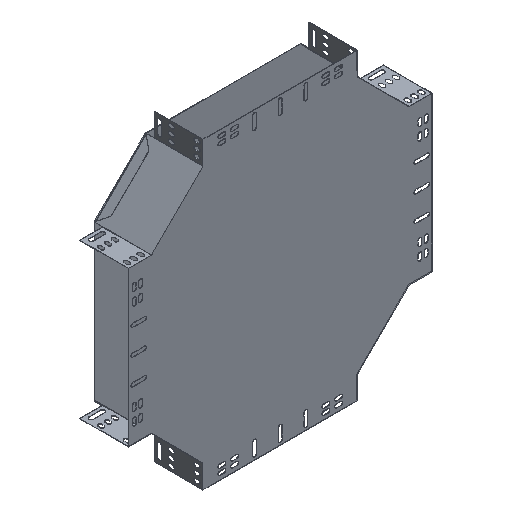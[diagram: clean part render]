
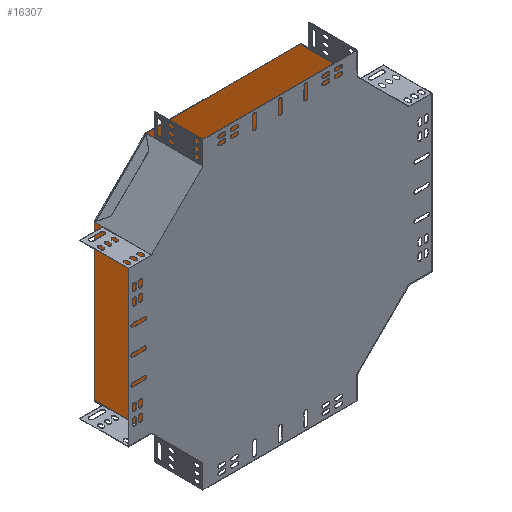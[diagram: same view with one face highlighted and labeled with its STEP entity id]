
A CAD part, isometric view. The second image highlights one B-rep face of the part: STEP entity #16307.
In plain terms, the highlighted planar face has unit normal (0, -1, 0).
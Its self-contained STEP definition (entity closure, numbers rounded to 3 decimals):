
#271 = EDGE_CURVE ( 'NONE', #12910, #15435, #16311, .T. ) ;
#383 = CARTESIAN_POINT ( 'NONE',  ( 259.263, 189.964, 155.051 ) ) ;
#1038 = AXIS2_PLACEMENT_3D ( 'NONE', #4838, #2156, #11110 ) ;
#1191 = VECTOR ( 'NONE', #12080, 1000. ) ;
#1290 = CARTESIAN_POINT ( 'NONE',  ( -142.337, 189.964, -246.549 ) ) ;
#1480 = ORIENTED_EDGE ( 'NONE', *, *, #12337, .F. ) ;
#1523 = CARTESIAN_POINT ( 'NONE',  ( 159.263, 189.964, -246.549 ) ) ;
#1619 = CARTESIAN_POINT ( 'NONE',  ( 259.263, 189.964, 155.051 ) ) ;
#2106 = ORIENTED_EDGE ( 'NONE', *, *, #7426, .F. ) ;
#2156 = DIRECTION ( 'NONE',  ( 0., -1., 0. ) ) ;
#2289 = ORIENTED_EDGE ( 'NONE', *, *, #9548, .F. ) ;
#2701 = VECTOR ( 'NONE', #5792, 1000. ) ;
#2940 = DIRECTION ( 'NONE',  ( -1., 0., 0. ) ) ;
#3056 = VECTOR ( 'NONE', #10636, 1000. ) ;
#3672 = VECTOR ( 'NONE', #9233, 1000. ) ;
#4019 = CARTESIAN_POINT ( 'NONE',  ( -142.337, 189.964, 255.051 ) ) ;
#4199 = CARTESIAN_POINT ( 'NONE',  ( -242.337, 189.964, -146.549 ) ) ;
#4611 = ORIENTED_EDGE ( 'NONE', *, *, #271, .F. ) ;
#4707 = VERTEX_POINT ( 'NONE', #4893 ) ;
#4791 = VECTOR ( 'NONE', #15935, 1000. ) ;
#4838 = CARTESIAN_POINT ( 'NONE',  ( -393.137, 189.964, 4.251 ) ) ;
#4893 = CARTESIAN_POINT ( 'NONE',  ( 259.263, 189.964, -146.549 ) ) ;
#5086 = ORIENTED_EDGE ( 'NONE', *, *, #5581, .F. ) ;
#5367 = EDGE_CURVE ( 'NONE', #7352, #12910, #13454, .T. ) ;
#5416 = CARTESIAN_POINT ( 'NONE',  ( -242.337, 189.964, -146.549 ) ) ;
#5581 = EDGE_CURVE ( 'NONE', #11358, #4707, #14858, .T. ) ;
#5792 = DIRECTION ( 'NONE',  ( -0.707, 0., 0.707 ) ) ;
#7352 = VERTEX_POINT ( 'NONE', #15355 ) ;
#7363 = PLANE ( 'NONE',  #1038 ) ;
#7426 = EDGE_CURVE ( 'NONE', #4707, #7352, #11133, .T. ) ;
#7521 = EDGE_CURVE ( 'NONE', #15435, #14201, #8204, .T. ) ;
#7815 = VECTOR ( 'NONE', #14183, 1000. ) ;
#8204 = LINE ( 'NONE', #4199, #3672 ) ;
#8277 = FACE_OUTER_BOUND ( 'NONE', #14877, .T. ) ;
#8316 = CARTESIAN_POINT ( 'NONE',  ( -242.337, 189.964, -146.549 ) ) ;
#8574 = LINE ( 'NONE', #14689, #1191 ) ;
#8942 = VERTEX_POINT ( 'NONE', #13409 ) ;
#8944 = VECTOR ( 'NONE', #11499, 1000. ) ;
#8958 = EDGE_CURVE ( 'NONE', #13167, #8942, #8574, .T. ) ;
#9071 = CARTESIAN_POINT ( 'NONE',  ( 159.263, 189.964, -246.549 ) ) ;
#9233 = DIRECTION ( 'NONE',  ( 0., 0., 1. ) ) ;
#9548 = EDGE_CURVE ( 'NONE', #14201, #13167, #15298, .T. ) ;
#9799 = CARTESIAN_POINT ( 'NONE',  ( -142.337, 189.964, 255.051 ) ) ;
#10636 = DIRECTION ( 'NONE',  ( 0.707, 0., -0.707 ) ) ;
#11110 = DIRECTION ( 'NONE',  ( 0., 0., -1. ) ) ;
#11133 = LINE ( 'NONE', #9071, #7815 ) ;
#11172 = CARTESIAN_POINT ( 'NONE',  ( -242.337, 189.964, 155.051 ) ) ;
#11358 = VERTEX_POINT ( 'NONE', #383 ) ;
#11427 = ORIENTED_EDGE ( 'NONE', *, *, #8958, .F. ) ;
#11499 = DIRECTION ( 'NONE',  ( 0.707, 0., 0.707 ) ) ;
#12020 = CARTESIAN_POINT ( 'NONE',  ( 259.263, 189.964, 155.051 ) ) ;
#12080 = DIRECTION ( 'NONE',  ( 1., 0., 0. ) ) ;
#12337 = EDGE_CURVE ( 'NONE', #8942, #11358, #16226, .T. ) ;
#12910 = VERTEX_POINT ( 'NONE', #1290 ) ;
#13167 = VERTEX_POINT ( 'NONE', #9799 ) ;
#13409 = CARTESIAN_POINT ( 'NONE',  ( 159.263, 189.964, 255.051 ) ) ;
#13454 = LINE ( 'NONE', #1523, #16497 ) ;
#13521 = ORIENTED_EDGE ( 'NONE', *, *, #7521, .F. ) ;
#14183 = DIRECTION ( 'NONE',  ( -0.707, 0., -0.707 ) ) ;
#14201 = VERTEX_POINT ( 'NONE', #11172 ) ;
#14689 = CARTESIAN_POINT ( 'NONE',  ( -142.337, 189.964, 255.051 ) ) ;
#14858 = LINE ( 'NONE', #12020, #4791 ) ;
#14877 = EDGE_LOOP ( 'NONE', ( #2289, #13521, #4611, #14926, #2106, #5086, #1480, #11427 ) ) ;
#14926 = ORIENTED_EDGE ( 'NONE', *, *, #5367, .F. ) ;
#15298 = LINE ( 'NONE', #4019, #8944 ) ;
#15355 = CARTESIAN_POINT ( 'NONE',  ( 159.263, 189.964, -246.549 ) ) ;
#15435 = VERTEX_POINT ( 'NONE', #5416 ) ;
#15935 = DIRECTION ( 'NONE',  ( 0., 0., -1. ) ) ;
#16226 = LINE ( 'NONE', #1619, #3056 ) ;
#16307 = ADVANCED_FACE ( 'NONE', ( #8277 ), #7363, .T. ) ;
#16311 = LINE ( 'NONE', #8316, #2701 ) ;
#16497 = VECTOR ( 'NONE', #2940, 1000. ) ;
